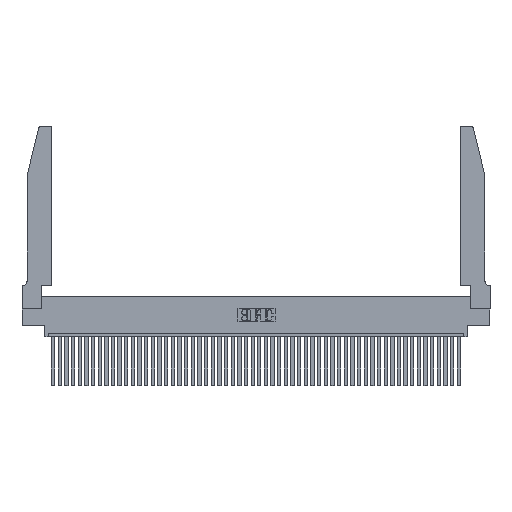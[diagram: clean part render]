
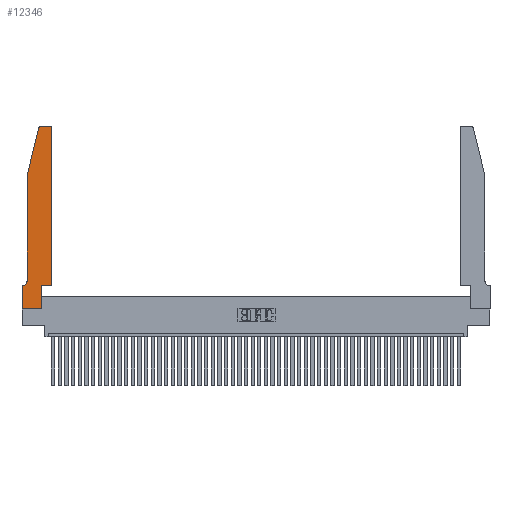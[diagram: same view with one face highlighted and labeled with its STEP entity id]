
A CAD part, top view. The second image highlights one B-rep face of the part: STEP entity #12346.
In plain terms, the highlighted planar face has unit normal (0, 0, 1).
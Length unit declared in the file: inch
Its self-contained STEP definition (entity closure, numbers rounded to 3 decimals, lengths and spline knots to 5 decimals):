
#840 = VECTOR ( 'NONE', #3222, 39.37008 ) ;
#2700 = AXIS2_PLACEMENT_3D ( 'NONE', #4851, #12582, #34945 ) ;
#2878 = CARTESIAN_POINT ( 'NONE',  ( 0.4205, 2.72, 0.37 ) ) ;
#3120 = VECTOR ( 'NONE', #42499, 39.37008 ) ;
#3222 = DIRECTION ( 'NONE',  ( -1., 0., 0. ) ) ;
#4707 = LINE ( 'NONE', #46118, #33599 ) ;
#4805 = EDGE_CURVE ( 'NONE', #34771, #25442, #35939, .T. ) ;
#4851 = CARTESIAN_POINT ( 'NONE',  ( 0., 0.35, 0.37 ) ) ;
#5388 = EDGE_CURVE ( 'NONE', #22647, #38030, #11871, .T. ) ;
#6197 = VERTEX_POINT ( 'NONE', #26185 ) ;
#6640 = DIRECTION ( 'NONE',  ( 1., 0., 0. ) ) ;
#6891 = EDGE_CURVE ( 'NONE', #22535, #16574, #8169, .T. ) ;
#8028 = EDGE_CURVE ( 'NONE', #6197, #35602, #10463, .T. ) ;
#8169 = LINE ( 'NONE', #20705, #24137 ) ;
#8595 = ORIENTED_EDGE ( 'NONE', *, *, #41585, .T. ) ;
#8731 = DIRECTION ( 'NONE',  ( 0., 1., 0. ) ) ;
#8954 = CARTESIAN_POINT ( 'NONE',  ( 0., 0., 0.37 ) ) ;
#10463 = LINE ( 'NONE', #18130, #41611 ) ;
#10611 = DIRECTION ( 'NONE',  ( 0., 0., 1. ) ) ;
#10656 = EDGE_CURVE ( 'NONE', #26072, #23072, #46086, .T. ) ;
#11497 = VERTEX_POINT ( 'NONE', #18767 ) ;
#11588 = LINE ( 'NONE', #27510, #39234 ) ;
#11678 = ORIENTED_EDGE ( 'NONE', *, *, #6891, .T. ) ;
#11871 = LINE ( 'NONE', #18515, #18993 ) ;
#12084 = CARTESIAN_POINT ( 'NONE',  ( 0.4205, 2.75, 0.37 ) ) ;
#12346 = ADVANCED_FACE ( 'NONE', ( #43849 ), #39065, .T. ) ;
#12582 = DIRECTION ( 'NONE',  ( 0., 0., 1. ) ) ;
#14998 = EDGE_CURVE ( 'NONE', #11497, #6197, #4707, .T. ) ;
#15441 = CARTESIAN_POINT ( 'NONE',  ( 0., 0., 0.37 ) ) ;
#15987 = DIRECTION ( 'NONE',  ( 0., 0., -1. ) ) ;
#16032 = EDGE_LOOP ( 'NONE', ( #42262, #21705, #11678, #29468, #44092, #40904, #16419, #44095, #8595, #47832, #29819, #17775 ) ) ;
#16419 = ORIENTED_EDGE ( 'NONE', *, *, #46157, .T. ) ;
#16574 = VERTEX_POINT ( 'NONE', #29093 ) ;
#17284 = DIRECTION ( 'NONE',  ( -0.239, -0.971, 0. ) ) ;
#17775 = ORIENTED_EDGE ( 'NONE', *, *, #43038, .T. ) ;
#17859 = CARTESIAN_POINT ( 'NONE',  ( 0.0755, 2., 0.37 ) ) ;
#17934 = EDGE_CURVE ( 'NONE', #16574, #34771, #41364, .T. ) ;
#18130 = CARTESIAN_POINT ( 'NONE',  ( 0.4505, 0.35, 0.37 ) ) ;
#18218 = CARTESIAN_POINT ( 'NONE',  ( 0.0755, 0.35, 0.37 ) ) ;
#18515 = CARTESIAN_POINT ( 'NONE',  ( 0.2605, 2.75, 0.37 ) ) ;
#18762 = DIRECTION ( 'NONE',  ( 1., 0., 0. ) ) ;
#18767 = CARTESIAN_POINT ( 'NONE',  ( 0.2865, 0.35, 0.37 ) ) ;
#18993 = VECTOR ( 'NONE', #46026, 39.37008 ) ;
#20705 = CARTESIAN_POINT ( 'NONE',  ( 0.0755, 2., 0.37 ) ) ;
#21126 = VERTEX_POINT ( 'NONE', #47858 ) ;
#21628 = DIRECTION ( 'NONE',  ( 0., -1., 0. ) ) ;
#21705 = ORIENTED_EDGE ( 'NONE', *, *, #23584, .T. ) ;
#22535 = VERTEX_POINT ( 'NONE', #38455 ) ;
#22647 = VERTEX_POINT ( 'NONE', #12084 ) ;
#22875 = EDGE_CURVE ( 'NONE', #25442, #21126, #47365, .T. ) ;
#23072 = VERTEX_POINT ( 'NONE', #48551 ) ;
#23584 = EDGE_CURVE ( 'NONE', #38030, #22535, #43301, .T. ) ;
#24039 = DIRECTION ( 'NONE',  ( -1., 0., 0. ) ) ;
#24137 = VECTOR ( 'NONE', #17284, 39.37008 ) ;
#25442 = VERTEX_POINT ( 'NONE', #45060 ) ;
#26072 = VERTEX_POINT ( 'NONE', #46868 ) ;
#26185 = CARTESIAN_POINT ( 'NONE',  ( 0.4505, 0.35, 0.37 ) ) ;
#27510 = CARTESIAN_POINT ( 'NONE',  ( 0.2865, 0.35, 0.37 ) ) ;
#29093 = CARTESIAN_POINT ( 'NONE',  ( 0.0755, 2., 0.37 ) ) ;
#29468 = ORIENTED_EDGE ( 'NONE', *, *, #17934, .T. ) ;
#29691 = DIRECTION ( 'NONE',  ( 1., 0., 0. ) ) ;
#29819 = ORIENTED_EDGE ( 'NONE', *, *, #8028, .T. ) ;
#31539 = AXIS2_PLACEMENT_3D ( 'NONE', #2878, #10611, #6640 ) ;
#33139 = LINE ( 'NONE', #8954, #3120 ) ;
#33599 = VECTOR ( 'NONE', #39390, 39.37008 ) ;
#34771 = VERTEX_POINT ( 'NONE', #43086 ) ;
#34850 = VECTOR ( 'NONE', #21628, 39.37008 ) ;
#34945 = DIRECTION ( 'NONE',  ( 1., 0., 0. ) ) ;
#35091 = CIRCLE ( 'NONE', #31539, 0.03 ) ;
#35375 = AXIS2_PLACEMENT_3D ( 'NONE', #46682, #15987, #24039 ) ;
#35602 = VERTEX_POINT ( 'NONE', #35994 ) ;
#35939 = CIRCLE ( 'NONE', #35375, 0.07 ) ;
#35994 = CARTESIAN_POINT ( 'NONE',  ( 0.4505, 2.72, 0.37 ) ) ;
#36884 = CARTESIAN_POINT ( 'NONE',  ( 0.284, 2.72, 0.37 ) ) ;
#37215 = DIRECTION ( 'NONE',  ( 0., 0., 1. ) ) ;
#37898 = CARTESIAN_POINT ( 'NONE',  ( 0.284, 2.75, 0.37 ) ) ;
#38030 = VERTEX_POINT ( 'NONE', #37898 ) ;
#38455 = CARTESIAN_POINT ( 'NONE',  ( 0.25487, 2.72718, 0.37 ) ) ;
#39065 = PLANE ( 'NONE',  #2700 ) ;
#39234 = VECTOR ( 'NONE', #8731, 39.37008 ) ;
#39390 = DIRECTION ( 'NONE',  ( 1., 0., 0. ) ) ;
#39664 = VECTOR ( 'NONE', #18762, 39.37008 ) ;
#40904 = ORIENTED_EDGE ( 'NONE', *, *, #22875, .T. ) ;
#41364 = LINE ( 'NONE', #17859, #34850 ) ;
#41585 = EDGE_CURVE ( 'NONE', #23072, #11497, #11588, .T. ) ;
#41611 = VECTOR ( 'NONE', #44396, 39.37008 ) ;
#42262 = ORIENTED_EDGE ( 'NONE', *, *, #5388, .T. ) ;
#42499 = DIRECTION ( 'NONE',  ( 0., -1., 0. ) ) ;
#43038 = EDGE_CURVE ( 'NONE', #35602, #22647, #35091, .T. ) ;
#43086 = CARTESIAN_POINT ( 'NONE',  ( 0.0755, 0.42, 0.37 ) ) ;
#43301 = CIRCLE ( 'NONE', #47730, 0.03 ) ;
#43849 = FACE_OUTER_BOUND ( 'NONE', #16032, .T. ) ;
#44092 = ORIENTED_EDGE ( 'NONE', *, *, #4805, .T. ) ;
#44095 = ORIENTED_EDGE ( 'NONE', *, *, #10656, .T. ) ;
#44396 = DIRECTION ( 'NONE',  ( 0., 1., 0. ) ) ;
#45060 = CARTESIAN_POINT ( 'NONE',  ( 0.0055, 0.35, 0.37 ) ) ;
#46026 = DIRECTION ( 'NONE',  ( -1., 0., 0. ) ) ;
#46086 = LINE ( 'NONE', #15441, #39664 ) ;
#46118 = CARTESIAN_POINT ( 'NONE',  ( 0.4505, 0.35, 0.37 ) ) ;
#46157 = EDGE_CURVE ( 'NONE', #21126, #26072, #33139, .T. ) ;
#46682 = CARTESIAN_POINT ( 'NONE',  ( 0.0055, 0.42, 0.37 ) ) ;
#46868 = CARTESIAN_POINT ( 'NONE',  ( 0., 0., 0.37 ) ) ;
#47365 = LINE ( 'NONE', #18218, #840 ) ;
#47730 = AXIS2_PLACEMENT_3D ( 'NONE', #36884, #37215, #29691 ) ;
#47832 = ORIENTED_EDGE ( 'NONE', *, *, #14998, .T. ) ;
#47858 = CARTESIAN_POINT ( 'NONE',  ( 0., 0.35, 0.37 ) ) ;
#48551 = CARTESIAN_POINT ( 'NONE',  ( 0.2865, 0., 0.37 ) ) ;
